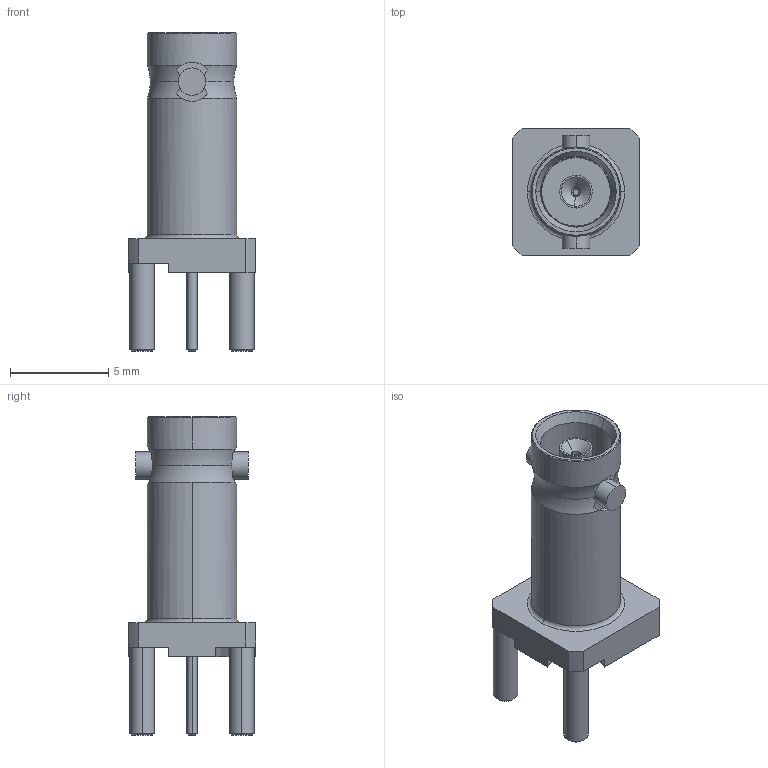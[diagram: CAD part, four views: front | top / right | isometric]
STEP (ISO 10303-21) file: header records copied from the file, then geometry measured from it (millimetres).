
FILE_DESCRIPTION (( 'STEP AP214' ), '1' );
FILE_NAME ('67-476-D66-12.25.STEP', '2024-07-31T08:24:03', ( '' ), ( '' ), 'SwSTEP 2.0', 'SolidWorks 2023', '' );
FILE_SCHEMA (( 'AUTOMOTIVE_DESIGN' ));
Length unit declared in the file: millimetre
Products named in the file (1): 67-476-D66-12.25
Bounding box: 6.5 x 6.5 x 16.25 mm (x, y, z)
Surface area: 501 mm2 (no closed solid volume)
Topology: 0 solids, 4 shells, 95 faces, 237 edges, 151 vertices
Faces by surface type: cylinder 49, plane 22, cone 16, torus 8
Entity records: 2921 total; most frequent: CARTESIAN_POINT 594, DIRECTION 524, ORIENTED_EDGE 460, EDGE_CURVE 237, AXIS2_PLACEMENT_3D 221, VERTEX_POINT 151, CIRCLE 125, EDGE_LOOP 103
